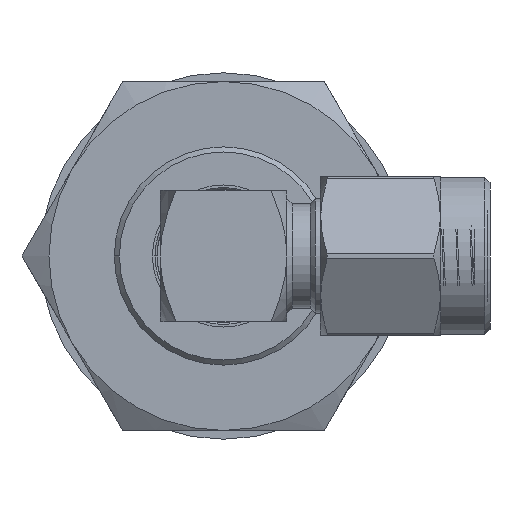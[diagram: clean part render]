
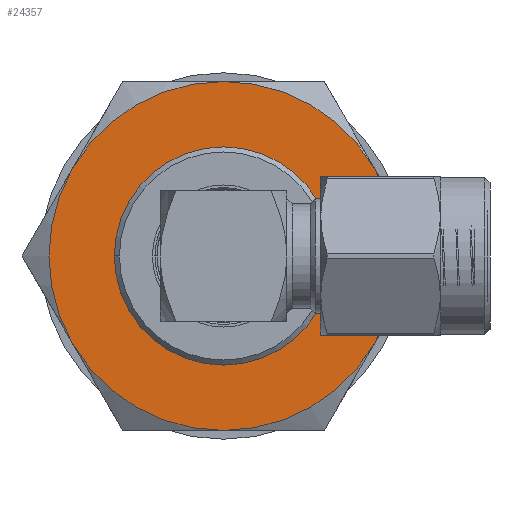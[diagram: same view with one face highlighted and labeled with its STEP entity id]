
A CAD part, left-side view. The second image highlights one B-rep face of the part: STEP entity #24357.
In plain terms, the highlighted face is planar.
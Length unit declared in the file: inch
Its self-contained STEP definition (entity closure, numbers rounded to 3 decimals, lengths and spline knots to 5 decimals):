
#2224 = EDGE_CURVE ( 'NONE', #154258, #134280, #132304, .T. ) ;
#2357 = AXIS2_PLACEMENT_3D ( 'NONE', #112942, #3660, #52334 ) ;
#3660 = DIRECTION ( 'NONE',  ( -1., 0., 0. ) ) ;
#6222 = EDGE_CURVE ( 'NONE', #154258, #151240, #39768, .T. ) ;
#7823 = DIRECTION ( 'NONE',  ( -1., 0., 0. ) ) ;
#8408 = AXIS2_PLACEMENT_3D ( 'NONE', #68161, #139969, #53853 ) ;
#12444 = VERTEX_POINT ( 'NONE', #28232 ) ;
#15202 = VERTEX_POINT ( 'NONE', #67916 ) ;
#15282 = ORIENTED_EDGE ( 'NONE', *, *, #22073, .F. ) ;
#16726 = AXIS2_PLACEMENT_3D ( 'NONE', #68056, #116738, #59266 ) ;
#17211 = EDGE_LOOP ( 'NONE', ( #142113, #77473, #42534, #134128, #15282, #108796 ) ) ;
#22073 = EDGE_CURVE ( 'NONE', #134280, #147199, #148431, .T. ) ;
#24357 = ADVANCED_FACE ( 'NONE', ( #25424, #51713 ), #149757, .F. ) ;
#25424 = FACE_BOUND ( 'NONE', #74007, .T. ) ;
#27458 = CARTESIAN_POINT ( 'NONE',  ( 0.867, 0.34375, 0. ) ) ;
#28232 = CARTESIAN_POINT ( 'NONE',  ( 0.867, -0.17187, 0.2977 ) ) ;
#31886 = EDGE_CURVE ( 'NONE', #48893, #15202, #67336, .T. ) ;
#35359 = DIRECTION ( 'NONE',  ( 1., 0., 0. ) ) ;
#38528 = ORIENTED_EDGE ( 'NONE', *, *, #87648, .F. ) ;
#39290 = DIRECTION ( 'NONE',  ( 0., 0., 1. ) ) ;
#39367 = AXIS2_PLACEMENT_3D ( 'NONE', #156567, #35359, #54163 ) ;
#39768 = CIRCLE ( 'NONE', #111029, 0.34375 ) ;
#41623 = CARTESIAN_POINT ( 'NONE',  ( 0.867, 0., 0. ) ) ;
#42534 = ORIENTED_EDGE ( 'NONE', *, *, #87378, .F. ) ;
#46092 = ORIENTED_EDGE ( 'NONE', *, *, #31886, .F. ) ;
#46590 = VERTEX_POINT ( 'NONE', #73426 ) ;
#48893 = VERTEX_POINT ( 'NONE', #138046 ) ;
#49345 = CARTESIAN_POINT ( 'NONE',  ( 0.867, 0.4, 0. ) ) ;
#51713 = FACE_OUTER_BOUND ( 'NONE', #17211, .T. ) ;
#52334 = DIRECTION ( 'NONE',  ( 0., 0., 1. ) ) ;
#53853 = DIRECTION ( 'NONE',  ( 0., 0., 1. ) ) ;
#54163 = DIRECTION ( 'NONE',  ( 0., 0., 1. ) ) ;
#56421 = EDGE_CURVE ( 'NONE', #12444, #151240, #98910, .T. ) ;
#59266 = DIRECTION ( 'NONE',  ( 0., 0., 1. ) ) ;
#63822 = CARTESIAN_POINT ( 'NONE',  ( 0.867, -0.17188, -0.2977 ) ) ;
#65812 = CARTESIAN_POINT ( 'NONE',  ( 0.867, 0., 0. ) ) ;
#67336 = CIRCLE ( 'NONE', #39367, 0.215 ) ;
#67916 = CARTESIAN_POINT ( 'NONE',  ( 0.867, 0., -0.215 ) ) ;
#68056 = CARTESIAN_POINT ( 'NONE',  ( 0.867, 0., 0. ) ) ;
#68161 = CARTESIAN_POINT ( 'NONE',  ( 0.867, 0., 0. ) ) ;
#73426 = CARTESIAN_POINT ( 'NONE',  ( 0.867, -0.34375, 0. ) ) ;
#73624 = AXIS2_PLACEMENT_3D ( 'NONE', #92168, #115320, #104903 ) ;
#74007 = EDGE_LOOP ( 'NONE', ( #46092, #38528 ) ) ;
#77473 = ORIENTED_EDGE ( 'NONE', *, *, #56421, .F. ) ;
#79131 = CARTESIAN_POINT ( 'NONE',  ( 0.867, 0.17187, 0.2977 ) ) ;
#87378 = EDGE_CURVE ( 'NONE', #46590, #12444, #137492, .T. ) ;
#87648 = EDGE_CURVE ( 'NONE', #15202, #48893, #116934, .T. ) ;
#92168 = CARTESIAN_POINT ( 'NONE',  ( 0.867, 0., 0. ) ) ;
#96419 = DIRECTION ( 'NONE',  ( 1., 0., 0. ) ) ;
#98910 = CIRCLE ( 'NONE', #121798, 0.34375 ) ;
#104903 = DIRECTION ( 'NONE',  ( 0., 0., 1. ) ) ;
#108796 = ORIENTED_EDGE ( 'NONE', *, *, #2224, .F. ) ;
#111029 = AXIS2_PLACEMENT_3D ( 'NONE', #65812, #96419, #157041 ) ;
#111040 = CIRCLE ( 'NONE', #16726, 0.34375 ) ;
#112942 = CARTESIAN_POINT ( 'NONE',  ( 0.867, 0., 0. ) ) ;
#114185 = DIRECTION ( 'NONE',  ( -1., 0., 0. ) ) ;
#115320 = DIRECTION ( 'NONE',  ( 1., 0., 0. ) ) ;
#116738 = DIRECTION ( 'NONE',  ( -1., 0., 0. ) ) ;
#116934 = CIRCLE ( 'NONE', #73624, 0.215 ) ;
#121798 = AXIS2_PLACEMENT_3D ( 'NONE', #41623, #114185, #39290 ) ;
#127465 = DIRECTION ( 'NONE',  ( 0., 0., 1. ) ) ;
#128036 = CARTESIAN_POINT ( 'NONE',  ( 0.867, 0.17188, -0.2977 ) ) ;
#130625 = CARTESIAN_POINT ( 'NONE',  ( 0.867, 0., 0. ) ) ;
#132304 = CIRCLE ( 'NONE', #2357, 0.34375 ) ;
#134128 = ORIENTED_EDGE ( 'NONE', *, *, #136677, .F. ) ;
#134280 = VERTEX_POINT ( 'NONE', #128036 ) ;
#135444 = DIRECTION ( 'NONE',  ( -1., 0., 0. ) ) ;
#136677 = EDGE_CURVE ( 'NONE', #147199, #46590, #111040, .T. ) ;
#137492 = CIRCLE ( 'NONE', #157886, 0.34375 ) ;
#138046 = CARTESIAN_POINT ( 'NONE',  ( 0.867, 0., 0.215 ) ) ;
#139969 = DIRECTION ( 'NONE',  ( -1., 0., 0. ) ) ;
#142113 = ORIENTED_EDGE ( 'NONE', *, *, #6222, .T. ) ;
#146619 = DIRECTION ( 'NONE',  ( 0., 0., 1. ) ) ;
#147199 = VERTEX_POINT ( 'NONE', #63822 ) ;
#148431 = CIRCLE ( 'NONE', #8408, 0.34375 ) ;
#149757 = PLANE ( 'NONE',  #153693 ) ;
#151240 = VERTEX_POINT ( 'NONE', #79131 ) ;
#153693 = AXIS2_PLACEMENT_3D ( 'NONE', #49345, #135444, #146619 ) ;
#154258 = VERTEX_POINT ( 'NONE', #27458 ) ;
#156567 = CARTESIAN_POINT ( 'NONE',  ( 0.867, 0., 0. ) ) ;
#157041 = DIRECTION ( 'NONE',  ( 0., 1., 0. ) ) ;
#157886 = AXIS2_PLACEMENT_3D ( 'NONE', #130625, #7823, #127465 ) ;
